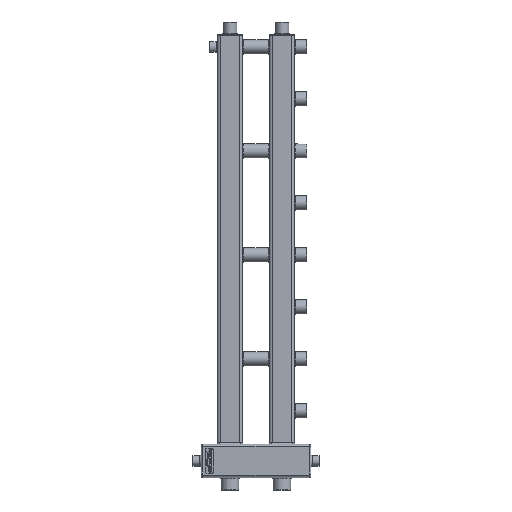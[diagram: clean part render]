
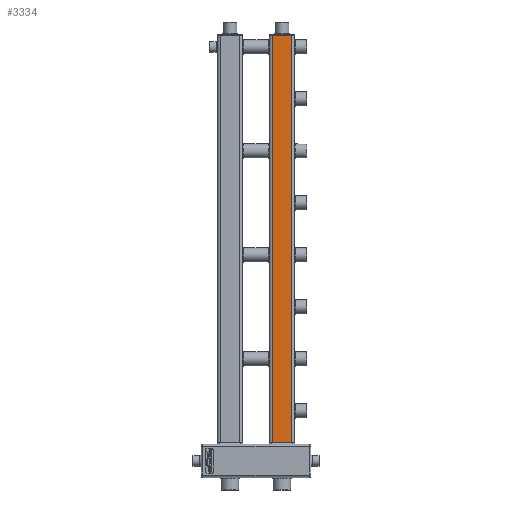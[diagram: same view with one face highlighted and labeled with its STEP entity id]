
A CAD part, left-side view. The second image highlights one B-rep face of the part: STEP entity #3334.
In plain terms, the highlighted planar face has unit normal (-1, 0, 0).
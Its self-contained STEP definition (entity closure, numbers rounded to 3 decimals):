
#3334=ADVANCED_FACE('',(#11167),#11169,.T.);
#11167=FACE_BOUND('',#11168,.T.);
#11168=EDGE_LOOP('',(#17885,#17886,#17887,#17888,#17889,#17890));
#11169=PLANE('',#11170);
#11170=AXIS2_PLACEMENT_3D('',#11171,#11172,#11173);
#11171=CARTESIAN_POINT('',(-30.,89.5,40.));
#11172=DIRECTION('',(-1.,0.,0.));
#11173=DIRECTION('',(0.,-1.,0.));
#17885=ORIENTED_EDGE('',*,*,#20206,.F.);
#17886=ORIENTED_EDGE('',*,*,#20549,.T.);
#17887=ORIENTED_EDGE('',*,*,#20550,.T.);
#17888=ORIENTED_EDGE('',*,*,#20551,.F.);
#17889=ORIENTED_EDGE('',*,*,#20552,.F.);
#17890=ORIENTED_EDGE('',*,*,#20553,.F.);
#20206=EDGE_CURVE('',#22668,#22670,#22671,.F.);
#20549=EDGE_CURVE('',#22668,#23286,#23287,.T.);
#20550=EDGE_CURVE('',#23286,#23288,#23289,.F.);
#20551=EDGE_CURVE('',#23290,#23288,#23291,.T.);
#20552=EDGE_CURVE('',#23292,#23290,#23293,.F.);
#20553=EDGE_CURVE('',#22670,#23292,#23294,.T.);
#22668=VERTEX_POINT('',#31514);
#22670=VERTEX_POINT('',#31518);
#22671=LINE('',#31519,#31520);
#23286=VERTEX_POINT('',#33178);
#23287=LINE('',#33179,#33180);
#23288=VERTEX_POINT('',#33182);
#23289=LINE('',#33183,#33184);
#23290=VERTEX_POINT('',#33186);
#23291=LINE('',#33187,#33188);
#23292=VERTEX_POINT('',#33190);
#23293=LINE('',#33191,#33192);
#23294=LINE('',#33194,#33195);
#31514=CARTESIAN_POINT('',(-30.,41.5,43.));
#31518=CARTESIAN_POINT('',(-30.,89.5,43.));
#31519=CARTESIAN_POINT('',(-30.,89.5,43.));
#31520=VECTOR('',#31521,1.);
#31521=DIRECTION('',(0.,-1.,0.));
#33178=CARTESIAN_POINT('',(-30.,41.5,1022.039));
#33179=CARTESIAN_POINT('',(-30.,41.5,43.));
#33180=VECTOR('',#33181,1.);
#33181=DIRECTION('',(0.,0.,1.));
#33182=CARTESIAN_POINT('',(-30.,41.5,1022.042));
#33183=CARTESIAN_POINT('',(-30.,41.5,1022.042));
#33184=VECTOR('',#33185,1.);
#33185=DIRECTION('',(0.,0.,-1.));
#33186=CARTESIAN_POINT('',(-30.,89.5,1022.042));
#33187=CARTESIAN_POINT('',(-30.,89.5,1022.042));
#33188=VECTOR('',#33189,1.);
#33189=DIRECTION('',(0.,-1.,0.));
#33190=CARTESIAN_POINT('',(-30.,89.5,1022.039));
#33191=CARTESIAN_POINT('',(-30.,89.5,1022.042));
#33192=VECTOR('',#33193,1.);
#33193=DIRECTION('',(0.,0.,-1.));
#33194=CARTESIAN_POINT('',(-30.,89.5,43.));
#33195=VECTOR('',#33196,1.);
#33196=DIRECTION('',(0.,0.,1.));
